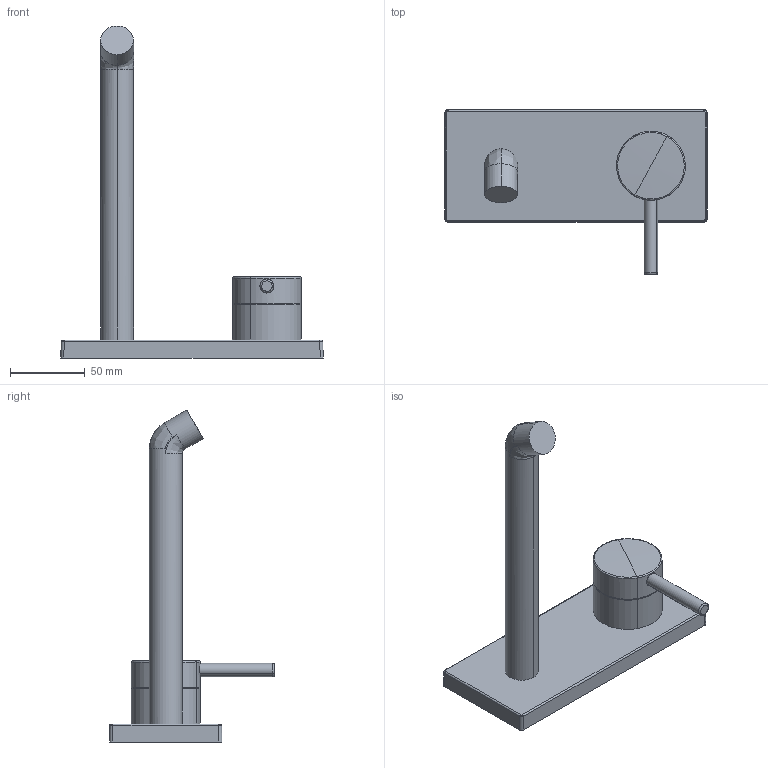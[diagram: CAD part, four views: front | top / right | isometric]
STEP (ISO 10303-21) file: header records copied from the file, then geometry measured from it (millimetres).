
FILE_DESCRIPTION (( 'STEP AP203' ), '1' );
FILE_NAME ('51092173.STEP', '2019-01-10T10:08:01', ( '' ), ( '' ), 'SwSTEP 2.0', 'SolidWorks 2016', '' );
FILE_SCHEMA (( 'CONFIG_CONTROL_DESIGN' ));
Length unit declared in the file: millimetre
Products named in the file (1): 51092173
Bounding box: 175 x 110 x 221.53 mm (x, y, z)
Volume: 309973.6 mm3; surface area: 53988.6 mm2
Topology: 1 solids, 1 shells, 50 faces, 109 edges, 68 vertices
Faces by surface type: cylinder 20, plane 13, bspline 9, torus 6, sphere 2
Entity records: 2409 total; most frequent: CARTESIAN_POINT 1315, ORIENTED_EDGE 218, DIRECTION 188, EDGE_CURVE 109, AXIS2_PLACEMENT_3D 76, VERTEX_POINT 68, EDGE_LOOP 57, FACE_OUTER_BOUND 50
